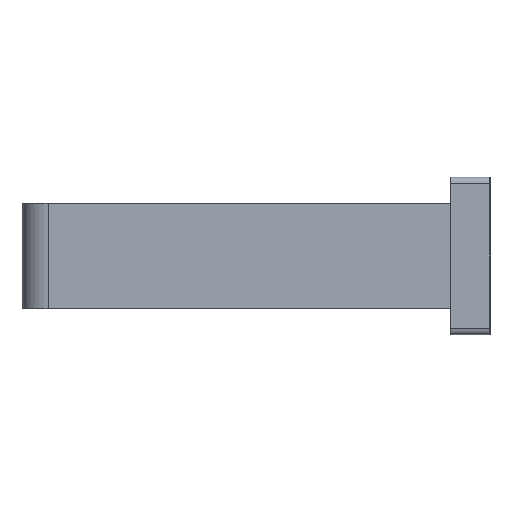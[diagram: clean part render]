
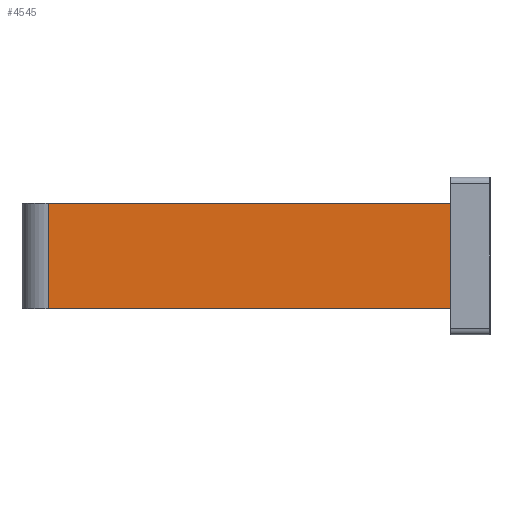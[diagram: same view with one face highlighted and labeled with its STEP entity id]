
A CAD part, left-side view. The second image highlights one B-rep face of the part: STEP entity #4545.
In plain terms, the highlighted planar face has unit normal (-1, 0, 0).
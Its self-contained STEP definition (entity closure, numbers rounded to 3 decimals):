
#17=DIRECTION('',(0.,0.,1.));
#18=VECTOR('',#17,80.);
#19=CARTESIAN_POINT('',(-178.,-148.,20.));
#20=LINE('',#19,#18);
#569=DIRECTION('',(0.,-1.,0.));
#570=VECTOR('',#569,306.);
#571=CARTESIAN_POINT('',(-178.,158.,20.));
#572=LINE('',#571,#570);
#573=DIRECTION('',(0.,0.,1.));
#574=VECTOR('',#573,80.);
#575=CARTESIAN_POINT('',(-178.,158.,20.));
#576=LINE('',#575,#574);
#577=DIRECTION('',(0.,-1.,0.));
#578=VECTOR('',#577,306.);
#579=CARTESIAN_POINT('',(-178.,158.,100.));
#580=LINE('',#579,#578);
#3197=CARTESIAN_POINT('',(-178.,158.,20.));
#3198=VERTEX_POINT('',#3197);
#3199=CARTESIAN_POINT('',(-178.,158.,100.));
#3200=VERTEX_POINT('',#3199);
#3201=CARTESIAN_POINT('',(-178.,-148.,20.));
#3202=VERTEX_POINT('',#3201);
#3203=CARTESIAN_POINT('',(-178.,-148.,100.));
#3204=VERTEX_POINT('',#3203);
#4534=CARTESIAN_POINT('',(-178.,158.,0.));
#4535=DIRECTION('',(-1.,0.,0.));
#4536=DIRECTION('',(0.,-1.,0.));
#4537=AXIS2_PLACEMENT_3D('',#4534,#4535,#4536);
#4538=PLANE('',#4537);
#4539=ORIENTED_EDGE('',*,*,#4415,.F.);
#4540=ORIENTED_EDGE('',*,*,#4529,.T.);
#4541=ORIENTED_EDGE('',*,*,#4304,.T.);
#4542=ORIENTED_EDGE('',*,*,#4063,.F.);
#4543=EDGE_LOOP('',(#4539,#4540,#4541,#4542));
#4544=FACE_OUTER_BOUND('',#4543,.F.);
#4545=ADVANCED_FACE('',(#4544),#4538,.T.);
#4063=EDGE_CURVE('',#3202,#3204,#20,.T.);
#4304=EDGE_CURVE('',#3200,#3204,#580,.T.);
#4415=EDGE_CURVE('',#3198,#3202,#572,.T.);
#4529=EDGE_CURVE('',#3198,#3200,#576,.T.);
